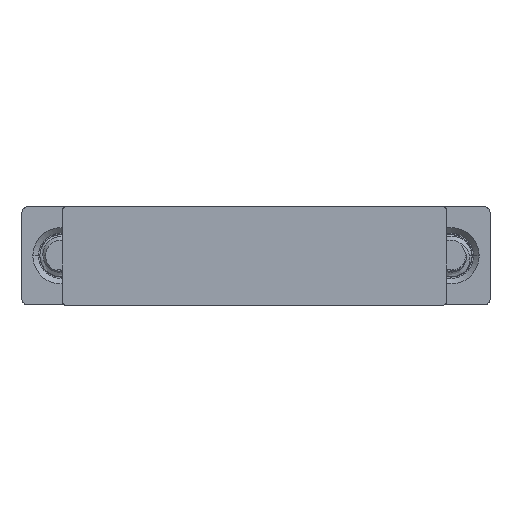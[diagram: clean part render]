
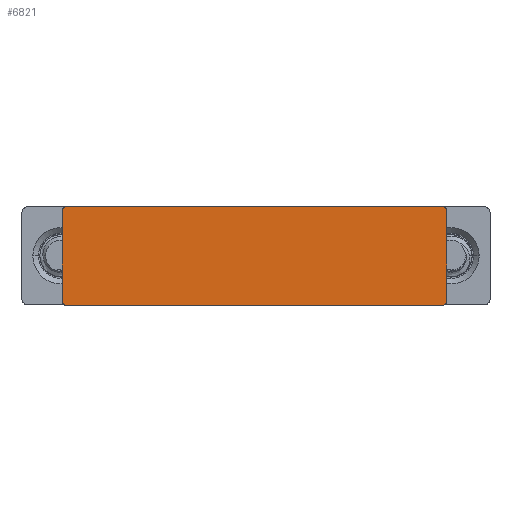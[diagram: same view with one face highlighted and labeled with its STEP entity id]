
A CAD part, top view. The second image highlights one B-rep face of the part: STEP entity #6821.
In plain terms, the highlighted face is planar.
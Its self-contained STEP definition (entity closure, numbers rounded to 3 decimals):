
#6270=DIRECTION('',(-1.,0.,0.));
#6271=VECTOR('',#6270,13.35);
#6272=CARTESIAN_POINT('',(6.675,0.,1.75));
#6273=LINE('',#6272,#6271);
#6274=CARTESIAN_POINT('',(6.675,0.,1.6));
#6275=DIRECTION('',(0.,-1.,0.));
#6276=DIRECTION('',(1.,0.,0.));
#6277=AXIS2_PLACEMENT_3D('',#6274,#6275,#6276);
#6279=DIRECTION('',(0.,0.,1.));
#6280=VECTOR('',#6279,3.2);
#6281=CARTESIAN_POINT('',(6.825,0.,-1.6));
#6282=LINE('',#6281,#6280);
#6283=CARTESIAN_POINT('',(6.675,0.,-1.6));
#6284=DIRECTION('',(0.,-1.,0.));
#6285=DIRECTION('',(0.,0.,-1.));
#6286=AXIS2_PLACEMENT_3D('',#6283,#6284,#6285);
#6288=DIRECTION('',(1.,0.,0.));
#6289=VECTOR('',#6288,13.35);
#6290=CARTESIAN_POINT('',(-6.675,0.,-1.75));
#6291=LINE('',#6290,#6289);
#6292=CARTESIAN_POINT('',(-6.675,0.,-1.6));
#6293=DIRECTION('',(0.,-1.,0.));
#6294=DIRECTION('',(-1.,0.,0.));
#6295=AXIS2_PLACEMENT_3D('',#6292,#6293,#6294);
#6297=DIRECTION('',(0.,0.,-1.));
#6298=VECTOR('',#6297,3.2);
#6299=CARTESIAN_POINT('',(-6.825,0.,1.6));
#6300=LINE('',#6299,#6298);
#6301=CARTESIAN_POINT('',(-6.675,0.,1.6));
#6302=DIRECTION('',(0.,-1.,0.));
#6303=DIRECTION('',(0.,0.,1.));
#6304=AXIS2_PLACEMENT_3D('',#6301,#6302,#6303);
#6482=CARTESIAN_POINT('',(-6.825,0.,-1.6));
#6483=CARTESIAN_POINT('',(-6.675,0.,-1.75));
#6484=VERTEX_POINT('',#6482);
#6485=VERTEX_POINT('',#6483);
#6490=CARTESIAN_POINT('',(6.825,0.,1.6));
#6492=VERTEX_POINT('',#6490);
#6506=CARTESIAN_POINT('',(-6.675,0.,1.75));
#6507=CARTESIAN_POINT('',(-6.825,0.,1.6));
#6508=VERTEX_POINT('',#6506);
#6509=VERTEX_POINT('',#6507);
#6552=CARTESIAN_POINT('',(6.675,0.,-1.75));
#6553=VERTEX_POINT('',#6552);
#6571=CARTESIAN_POINT('',(6.825,0.,-1.6));
#6573=VERTEX_POINT('',#6571);
#6584=CARTESIAN_POINT('',(6.675,0.,1.75));
#6585=VERTEX_POINT('',#6584);
#6799=CARTESIAN_POINT('',(0.,0.,0.));
#6800=DIRECTION('',(0.,1.,0.));
#6801=DIRECTION('',(0.,0.,1.));
#6802=AXIS2_PLACEMENT_3D('',#6799,#6800,#6801);
#6803=PLANE('',#6802);
#6805=ORIENTED_EDGE('',*,*,#6804,.F.);
#6807=ORIENTED_EDGE('',*,*,#6806,.F.);
#6809=ORIENTED_EDGE('',*,*,#6808,.F.);
#6811=ORIENTED_EDGE('',*,*,#6810,.F.);
#6813=ORIENTED_EDGE('',*,*,#6812,.F.);
#6815=ORIENTED_EDGE('',*,*,#6814,.F.);
#6816=ORIENTED_EDGE('',*,*,#6789,.F.);
#6818=ORIENTED_EDGE('',*,*,#6817,.F.);
#6819=EDGE_LOOP('',(#6805,#6807,#6809,#6811,#6813,#6815,#6816,#6818));
#6820=FACE_OUTER_BOUND('',#6819,.F.);
#6278=CIRCLE('',#6277,0.15);
#6287=CIRCLE('',#6286,0.15);
#6296=CIRCLE('',#6295,0.15);
#6305=CIRCLE('',#6304,0.15);
#6789=EDGE_CURVE('',#6509,#6484,#6300,.T.);
#6804=EDGE_CURVE('',#6585,#6508,#6273,.T.);
#6806=EDGE_CURVE('',#6492,#6585,#6278,.T.);
#6808=EDGE_CURVE('',#6573,#6492,#6282,.T.);
#6810=EDGE_CURVE('',#6553,#6573,#6287,.T.);
#6812=EDGE_CURVE('',#6485,#6553,#6291,.T.);
#6814=EDGE_CURVE('',#6484,#6485,#6296,.T.);
#6817=EDGE_CURVE('',#6508,#6509,#6305,.T.);
#6821=ADVANCED_FACE('',(#6820),#6803,.F.);
